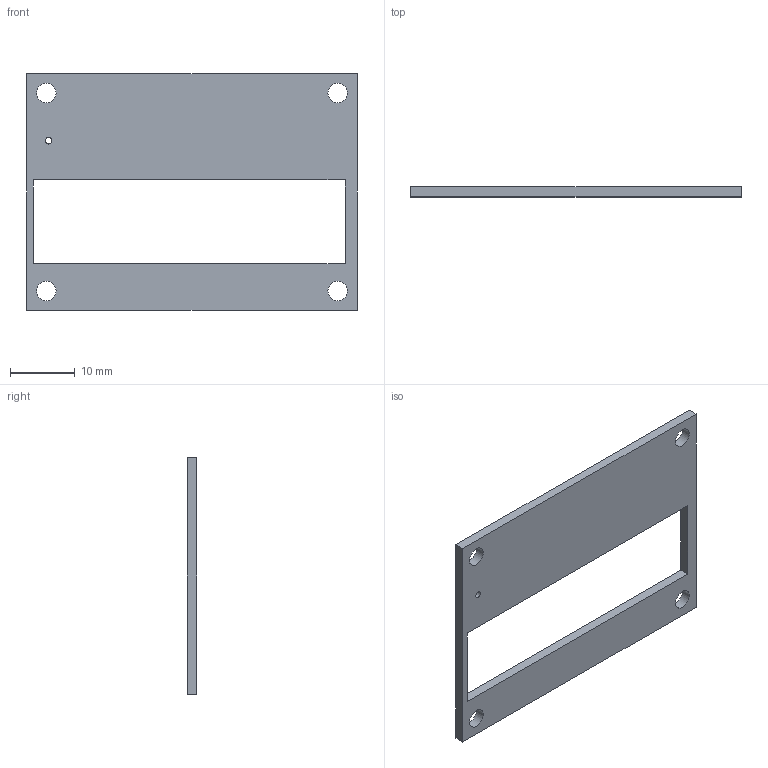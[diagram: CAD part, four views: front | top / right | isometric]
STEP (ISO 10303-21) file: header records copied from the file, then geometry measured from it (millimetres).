
FILE_DESCRIPTION(('STEP AP242'), '1');
FILE_NAME('PCB_shape', '', ('UNSPECIFIED'), ('UNSPECIFIED'), 'ASCON STEP Converter 1.6', 'ASCON Math Kernel', '');
FILE_SCHEMA(('AP242_MANAGED_MODEL_BASED_3D_ENGINEERING_MIM_LF { 1 0 10303 442 1 1 4 }'));
Length unit declared in the file: millimetre
Bounding box: 51.11 x 1.5 x 36.66 mm (x, y, z)
Volume: 1825.1 mm3; surface area: 2941.9 mm2
Topology: 1 solids, 1 shells, 15 faces, 39 edges, 26 vertices
Faces by surface type: plane 10, cylinder 5
Full cylindrical faces by diameter (mm): 1 x1, 3 x4
Entity records: 617 total; most frequent: CARTESIAN_POINT 76, DIRECTION 76, ORIENTED_EDGE 68, EDGE_CURVE 34, EDGE_LOOP 32, AXIS2_PLACEMENT_3D 26, VERTEX_POINT 26, LINE 24
